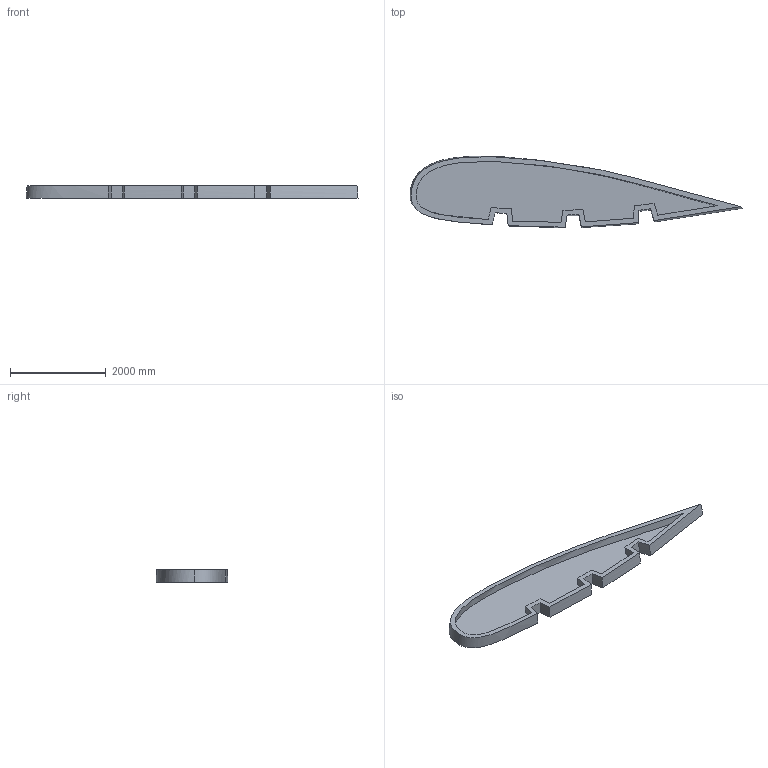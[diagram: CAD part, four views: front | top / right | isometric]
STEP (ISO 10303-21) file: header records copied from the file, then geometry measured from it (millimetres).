
FILE_DESCRIPTION(('produced by SPATIAL CORP'),'2;1');
FILE_NAME( 'rib3_done.prt.hh.sat.stp','2002-04-19T13:22:40+00:00',('SPATIAL CORP'),('SPATIAL CORP'), 'ACIS STEP Husk','http://www.spatial.com','SPATIAL CORP');
FILE_SCHEMA(('CONFIG_CONTROL_DESIGN'));
Length unit declared in the file: millimetre
Products named in the file (1): PRODUCT_ID_1
Bounding box: 6925.56 x 1496.32 x 254 mm (x, y, z)
Volume: 916761325.8 mm3; surface area: 19646387.7 mm2
Topology: 1 solids, 1 shells, 31 faces, 84 edges, 56 vertices
Faces by surface type: bspline 28, plane 3
Entity records: 4921 total; most frequent: CARTESIAN_POINT 4281, ORIENTED_EDGE 168, EDGE_CURVE 84, DIRECTION 72, VERTEX_POINT 56, AXIS2_PLACEMENT_3D 36, CIRCLE 33, EDGE_LOOP 32
